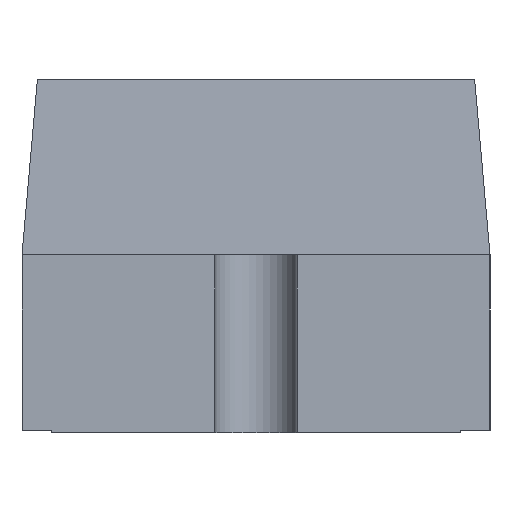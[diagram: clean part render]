
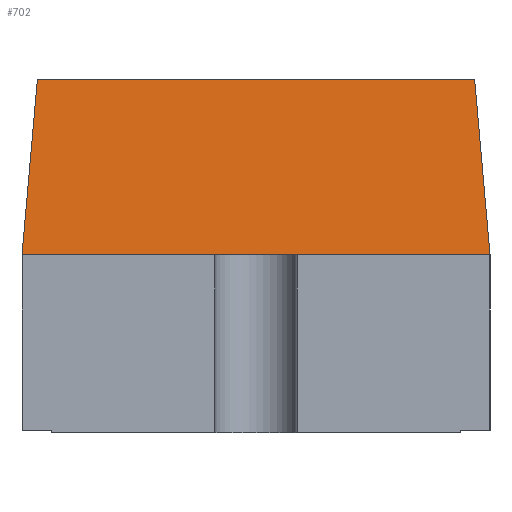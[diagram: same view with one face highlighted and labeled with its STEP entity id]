
A CAD part, left-side view. The second image highlights one B-rep face of the part: STEP entity #702.
In plain terms, the highlighted planar face has unit normal (-0.996, 0, 0.087).
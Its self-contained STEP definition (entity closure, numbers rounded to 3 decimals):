
#118=ORIENTED_EDGE('',*,*,#198,.T.);
#119=ORIENTED_EDGE('',*,*,#224,.F.);
#120=ORIENTED_EDGE('',*,*,#229,.F.);
#121=ORIENTED_EDGE('',*,*,#227,.T.);
#198=EDGE_CURVE('',#268,#267,#317,.F.);
#224=EDGE_CURVE('',#283,#267,#342,.T.);
#227=EDGE_CURVE('',#285,#268,#345,.T.);
#229=EDGE_CURVE('',#285,#283,#347,.F.);
#267=VERTEX_POINT('',#938);
#268=VERTEX_POINT('',#940);
#283=VERTEX_POINT('',#987);
#285=VERTEX_POINT('',#995);
#317=LINE('',#939,#385);
#342=LINE('',#988,#410);
#345=LINE('',#994,#413);
#347=LINE('',#998,#415);
#385=VECTOR('',#790,1000.);
#410=VECTOR('',#831,1000.);
#413=VECTOR('',#838,1000.);
#415=VECTOR('',#842,1000.);
#440=EDGE_LOOP('',(#118,#119,#120,#121));
#466=FACE_BOUND('',#440,.T.);
#492=PLANE('',#735);
#702=ADVANCED_FACE('',(#466),#492,.T.);
#735=AXIS2_PLACEMENT_3D('',#997,#840,#841);
#790=DIRECTION('',(0.,1.,0.));
#831=DIRECTION('',(-0.087,-0.087,-0.992));
#838=DIRECTION('',(-0.087,0.087,-0.992));
#840=DIRECTION('',(-0.996,0.,0.087));
#841=DIRECTION('',(0.087,0.,0.996));
#842=DIRECTION('',(0.,1.,0.));
#938=CARTESIAN_POINT('',(-0.5,-0.4,0.3));
#939=CARTESIAN_POINT('',(-0.5,0.,0.3));
#940=CARTESIAN_POINT('',(-0.5,0.4,0.3));
#987=CARTESIAN_POINT('',(-0.474,-0.374,0.6));
#988=CARTESIAN_POINT('',(-0.496,-0.396,0.343));
#994=CARTESIAN_POINT('',(-0.497,0.397,0.334));
#995=CARTESIAN_POINT('',(-0.474,0.374,0.6));
#997=CARTESIAN_POINT('',(-0.5,0.,0.3));
#998=CARTESIAN_POINT('',(-0.474,0.,0.6));
